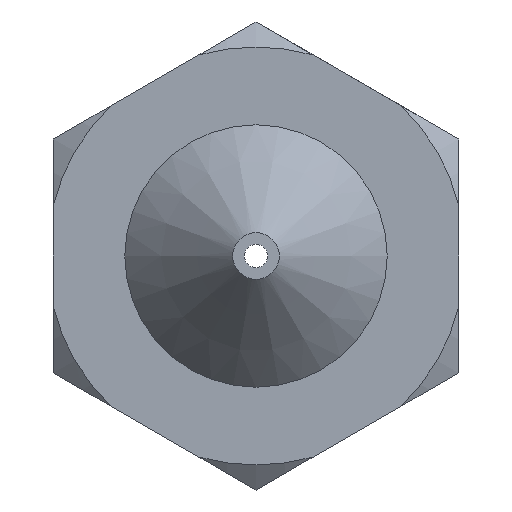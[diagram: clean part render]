
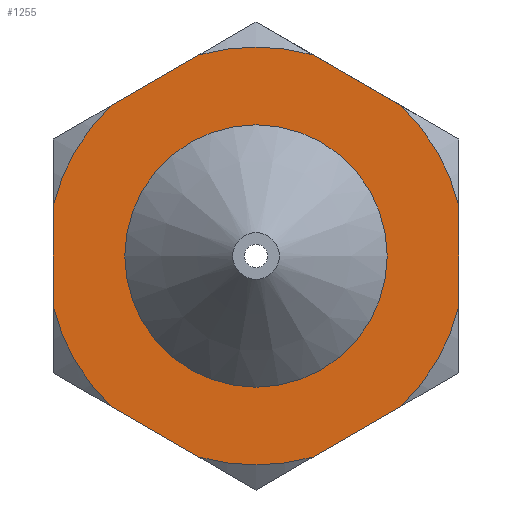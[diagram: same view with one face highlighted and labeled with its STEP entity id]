
A CAD part, front view. The second image highlights one B-rep face of the part: STEP entity #1255.
In plain terms, the highlighted planar face has unit normal (0, -1, 0).
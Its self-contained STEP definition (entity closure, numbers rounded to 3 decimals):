
#187=LINE('',#1967,#271);
#195=LINE('',#2096,#279);
#198=LINE('',#2100,#282);
#199=LINE('',#2102,#283);
#201=LINE('',#2105,#285);
#202=LINE('',#2107,#286);
#271=VECTOR('',#1473,10.);
#279=VECTOR('',#1537,10.);
#282=VECTOR('',#1542,10.);
#283=VECTOR('',#1545,10.);
#285=VECTOR('',#1549,10.);
#286=VECTOR('',#1552,10.);
#319=PLANE('',#1340);
#336=FACE_BOUND('',#491,.T.);
#403=FACE_OUTER_BOUND('',#490,.T.);
#490=EDGE_LOOP('',(#1125,#1126,#1127,#1128,#1129,#1130,#1131,#1132,#1133,
#1134,#1135,#1136));
#491=EDGE_LOOP('',(#1137));
#516=CIRCLE('',#1308,3.584);
#517=CIRCLE('',#1310,3.584);
#518=CIRCLE('',#1312,3.584);
#519=CIRCLE('',#1314,3.584);
#520=CIRCLE('',#1316,3.584);
#522=CIRCLE('',#1320,3.584);
#529=CIRCLE('',#1341,2.25);
#602=VERTEX_POINT('',#1962);
#603=VERTEX_POINT('',#1966);
#617=VERTEX_POINT('',#2021);
#618=VERTEX_POINT('',#2025);
#619=VERTEX_POINT('',#2031);
#621=VERTEX_POINT('',#2038);
#622=VERTEX_POINT('',#2042);
#623=VERTEX_POINT('',#2048);
#624=VERTEX_POINT('',#2054);
#626=VERTEX_POINT('',#2059);
#631=VERTEX_POINT('',#2077);
#632=VERTEX_POINT('',#2081);
#639=VERTEX_POINT('',#2126);
#754=EDGE_CURVE('',#602,#603,#187,.T.);
#772=EDGE_CURVE('',#617,#618,#516,.T.);
#774=EDGE_CURVE('',#602,#619,#517,.T.);
#777=EDGE_CURVE('',#621,#622,#518,.T.);
#779=EDGE_CURVE('',#623,#603,#519,.T.);
#781=EDGE_CURVE('',#626,#624,#520,.T.);
#788=EDGE_CURVE('',#631,#632,#522,.T.);
#796=EDGE_CURVE('',#626,#618,#195,.T.);
#799=EDGE_CURVE('',#631,#624,#198,.T.);
#800=EDGE_CURVE('',#623,#632,#199,.T.);
#802=EDGE_CURVE('',#621,#619,#201,.T.);
#803=EDGE_CURVE('',#617,#622,#202,.T.);
#809=EDGE_CURVE('',#639,#639,#529,.T.);
#1125=ORIENTED_EDGE('',*,*,#788,.T.);
#1126=ORIENTED_EDGE('',*,*,#800,.F.);
#1127=ORIENTED_EDGE('',*,*,#779,.T.);
#1128=ORIENTED_EDGE('',*,*,#754,.F.);
#1129=ORIENTED_EDGE('',*,*,#774,.T.);
#1130=ORIENTED_EDGE('',*,*,#802,.F.);
#1131=ORIENTED_EDGE('',*,*,#777,.T.);
#1132=ORIENTED_EDGE('',*,*,#803,.F.);
#1133=ORIENTED_EDGE('',*,*,#772,.T.);
#1134=ORIENTED_EDGE('',*,*,#796,.F.);
#1135=ORIENTED_EDGE('',*,*,#781,.T.);
#1136=ORIENTED_EDGE('',*,*,#799,.F.);
#1137=ORIENTED_EDGE('',*,*,#809,.F.);
#1255=ADVANCED_FACE('',(#403,#336),#319,.T.);
#1308=AXIS2_PLACEMENT_3D('',#2029,#1499,#1500);
#1310=AXIS2_PLACEMENT_3D('',#2035,#1503,#1504);
#1312=AXIS2_PLACEMENT_3D('',#2046,#1507,#1508);
#1314=AXIS2_PLACEMENT_3D('',#2052,#1511,#1512);
#1316=AXIS2_PLACEMENT_3D('',#2060,#1515,#1516);
#1320=AXIS2_PLACEMENT_3D('',#2085,#1523,#1524);
#1340=AXIS2_PLACEMENT_3D('',#2125,#1577,#1578);
#1341=AXIS2_PLACEMENT_3D('',#2127,#1579,#1580);
#1473=DIRECTION('',(0.866,0.,-0.5));
#1499=DIRECTION('center_axis',(0.,-1.,0.));
#1500=DIRECTION('ref_axis',(0.,0.,1.));
#1503=DIRECTION('center_axis',(0.,-1.,0.));
#1504=DIRECTION('ref_axis',(0.,0.,1.));
#1507=DIRECTION('center_axis',(0.,-1.,0.));
#1508=DIRECTION('ref_axis',(0.,0.,1.));
#1511=DIRECTION('center_axis',(0.,-1.,0.));
#1512=DIRECTION('ref_axis',(0.,0.,1.));
#1515=DIRECTION('center_axis',(0.,-1.,0.));
#1516=DIRECTION('ref_axis',(0.,0.,1.));
#1523=DIRECTION('center_axis',(0.,-1.,0.));
#1524=DIRECTION('ref_axis',(0.,0.,1.));
#1537=DIRECTION('',(-0.866,0.,0.5));
#1542=DIRECTION('',(-0.866,0.,-0.5));
#1545=DIRECTION('',(0.,0.,-1.));
#1549=DIRECTION('',(0.866,0.,0.5));
#1552=DIRECTION('',(0.,0.,1.));
#1577=DIRECTION('center_axis',(0.,-1.,0.));
#1578=DIRECTION('ref_axis',(0.,0.,-1.));
#1579=DIRECTION('center_axis',(0.,-1.,0.));
#1580=DIRECTION('ref_axis',(1.,0.,0.));
#1962=CARTESIAN_POINT('',(0.979,2.,3.448));
#1966=CARTESIAN_POINT('',(2.496,2.,2.571));
#1967=CARTESIAN_POINT('',(0.,2.,4.013));
#2021=CARTESIAN_POINT('',(-3.475,2.,-0.876));
#2025=CARTESIAN_POINT('',(-2.496,2.,-2.571));
#2029=CARTESIAN_POINT('Origin',(0.,2.,0.));
#2031=CARTESIAN_POINT('',(-0.979,2.,3.448));
#2035=CARTESIAN_POINT('Origin',(0.,2.,0.));
#2038=CARTESIAN_POINT('',(-2.496,2.,2.571));
#2042=CARTESIAN_POINT('',(-3.475,2.,0.876));
#2046=CARTESIAN_POINT('Origin',(0.,2.,0.));
#2048=CARTESIAN_POINT('',(3.475,2.,0.876));
#2052=CARTESIAN_POINT('Origin',(0.,2.,0.));
#2054=CARTESIAN_POINT('',(0.979,2.,-3.448));
#2059=CARTESIAN_POINT('',(-0.979,2.,-3.448));
#2060=CARTESIAN_POINT('Origin',(0.,2.,0.));
#2077=CARTESIAN_POINT('',(2.496,2.,-2.571));
#2081=CARTESIAN_POINT('',(3.475,2.,-0.876));
#2085=CARTESIAN_POINT('Origin',(0.,2.,0.));
#2096=CARTESIAN_POINT('',(0.,2.,-4.013));
#2100=CARTESIAN_POINT('',(3.475,2.,-2.006));
#2102=CARTESIAN_POINT('',(3.475,2.,2.006));
#2105=CARTESIAN_POINT('',(-3.475,2.,2.006));
#2107=CARTESIAN_POINT('',(-3.475,2.,-2.006));
#2125=CARTESIAN_POINT('Origin',(2.25,2.,0.));
#2126=CARTESIAN_POINT('',(2.25,2.,0.));
#2127=CARTESIAN_POINT('Origin',(0.,2.,0.));
